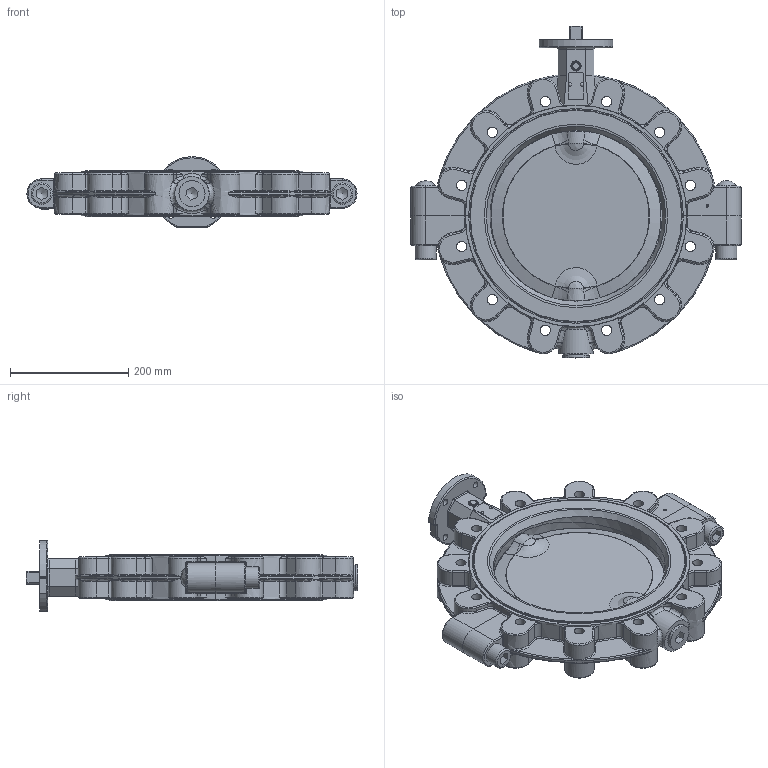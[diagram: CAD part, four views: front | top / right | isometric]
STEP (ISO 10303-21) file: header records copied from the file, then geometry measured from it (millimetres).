
FILE_DESCRIPTION((''),'2;1');
FILE_NAME('T214-A DN300.stp','2007-11-13T14:11:13',('hellwig'),(''),'Autodesk Inventor 11','Autodesk Inventor 11','');
FILE_SCHEMA(('AUTOMOTIVE_DESIGN { 1 0 10303 214 1 1 1 1 }'));
Length unit declared in the file: millimetre
Products named in the file (17): T214-A DN300; T41F-300-0002-22-1; T41F-300-0002-22-2; DIN 908  (Feingewinde) M38 x 1; DIN 7603  A A38 x 44  (lt); DIN EN ISO 8746  A 3 x 6 - A St; KTXF-000-0008-30; KRXF-000-0003-40 [DN 250-300]; Man-1-300-2-243; Elast-000-4-034 R07_Elastomereinlage für Nennweite 80 [Title [Summary]=DN300]; Lagerbuchse 30x34x20; TF 47,4x31x2,5; D100-250-4-101R05; KNXF-000-0000-43_Dachmanschette T211(_FS)T214 [Title [Summary]=DN250(_FS)300]; O-Ring 30x2,5; SW1F-300-0017-14_Scheibe-Welle  DN300 T200; DIN 912  - ersetzt durch DIN EN ISO 4762 M24 x 80
Assembly tree (31 placements, depth 2):
  T214-A DN300
    T41F-300-0002-22-1
    T41F-300-0002-22-2
    DIN 908  (Feingewinde) M38 x 1
    DIN 7603  A A38 x 44  (lt)
    DIN EN ISO 8746  A 3 x 6 - A St  x2
    KTXF-000-0008-30
    KRXF-000-0003-40 [DN 250-300]
    Man-1-300-2-243
    Elast-000-4-034 R07_Elastomereinlage für Nennweite 80 [Title [Summary]=DN300]  x2
    Lagerbuchse 30x34x20  x3
    TF 47,4x31x2,5  x8
    D100-250-4-101R05  x2
    KNXF-000-0000-43_Dachmanschette T211(_FS)T214 [Title [Summary]=DN250(_FS)300]  x2
    O-Ring 30x2,5  x2
    SW1F-300-0017-14_Scheibe-Welle  DN300 T200
    DIN 912  - ersetzt durch DIN EN ISO 4762 M24 x 80  x2
Bounding box: 558 x 561 x 119.5 mm (x, y, z)
Volume: 7920253.3 mm3; surface area: 1213698 mm2
Topology: 31 solids, 31 shells, 1512 faces, 3771 edges, 2306 vertices
Faces by surface type: bspline 564, plane 405, cylinder 323, torus 130, cone 84, sphere 6
Full cylindrical faces by diameter (mm): 3 x2, 3.2 x2, 20.752 x2, 24 x2, 30 x11, 30.1 x2, 31 x9, 34 x4, 35 x5, 35.1 x2, 36 x2, 38 x1, 38.2 x1, 38.3 x1, 43.9 x1, 44 x1, 47.4 x8, 48 x4, 58 x1, 70.1 x1, 298.5 x1, 359 x2
Entity records: 67839 total; most frequent: CARTESIAN_POINT 36830, ORIENTED_EDGE 6718, DIRECTION 5559, EDGE_CURVE 3359, VERTEX_POINT 2148, AXIS2_PLACEMENT_3D 2111, EDGE_LOOP 1647, FACE_OUTER_BOUND 1413
